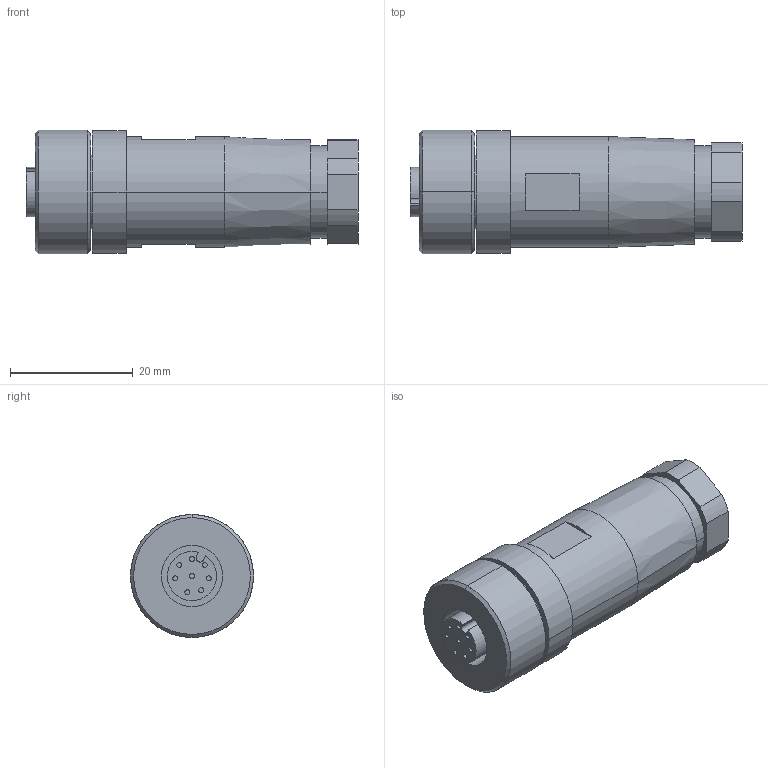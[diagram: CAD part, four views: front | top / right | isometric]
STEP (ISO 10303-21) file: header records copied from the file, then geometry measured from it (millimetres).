
FILE_DESCRIPTION(('SolidDesigner STEP Export'),'2;1');
FILE_NAME('1513347_SACC_M12FS_8CON_PG9_M-select.stp','2015-03-26T 9:58:07',(''),(''),'Creo Elements/Direct Modeling STEP processor for AP214 (Solid Model)','Creo Elements/Direct Modeling 18.1B 29-Sep-2012 (C) Parametric Technology GmbH','');
FILE_SCHEMA(('AUTOMOTIVE_DESIGN { 1 0 10303 214 1 1 1 1 }'));
Length unit declared in the file: millimetre
Products named in the file (2): 1513347_SACC_M12FS_8CON_PG9_M-select
Assembly tree (1 placements, depth 2):
  1513347_SACC_M12FS_8CON_PG9_M-select
    1513347_SACC_M12FS_8CON_PG9_M-select
Bounding box: 54 x 20.05 x 20.05 mm (x, y, z)
Volume: 8598.5 mm3; surface area: 6362.3 mm2
Topology: 1 solids, 1 shells, 83 faces, 180 edges, 120 vertices
Faces by surface type: cylinder 40, plane 35, cone 8
Entity records: 2813 total; most frequent: DIRECTION 366, ORIENTED_EDGE 360, CARTESIAN_POINT 343, EDGE_CURVE 180, AXIS2_PLACEMENT_3D 143, VERTEX_POINT 120, EDGE_LOOP 104, COLOUR_RGB 84
